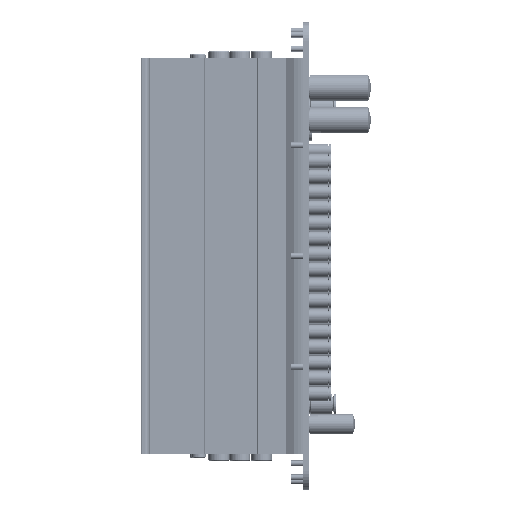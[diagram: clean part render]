
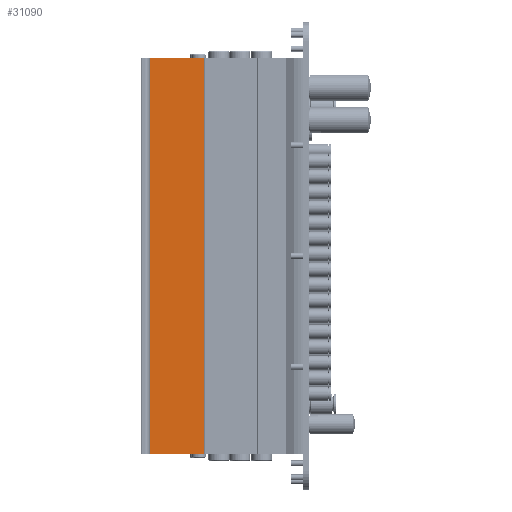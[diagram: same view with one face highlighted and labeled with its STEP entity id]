
A CAD part, front view. The second image highlights one B-rep face of the part: STEP entity #31090.
In plain terms, the highlighted planar face has unit normal (0, -1, 0).
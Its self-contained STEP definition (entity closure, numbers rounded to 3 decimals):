
#5844=FACE_OUTER_BOUND('',#8449,.T.);
#8449=EDGE_LOOP('',(#23778,#23779,#23780,#23781));
#10925=LINE('',#50025,#12809);
#10926=LINE('',#50029,#12810);
#10927=LINE('',#50031,#12811);
#10928=LINE('',#50032,#12812);
#12809=VECTOR('',#39902,10.);
#12810=VECTOR('',#39907,10.);
#12811=VECTOR('',#39908,10.);
#12812=VECTOR('',#39909,10.);
#15191=VERTEX_POINT('',#50022);
#15192=VERTEX_POINT('',#50024);
#15193=VERTEX_POINT('',#50028);
#15194=VERTEX_POINT('',#50030);
#18520=EDGE_CURVE('',#15192,#15191,#10925,.T.);
#18522=EDGE_CURVE('',#15191,#15193,#10926,.T.);
#18523=EDGE_CURVE('',#15194,#15193,#10927,.T.);
#18524=EDGE_CURVE('',#15194,#15192,#10928,.T.);
#23778=ORIENTED_EDGE('',*,*,#18522,.T.);
#23779=ORIENTED_EDGE('',*,*,#18523,.F.);
#23780=ORIENTED_EDGE('',*,*,#18524,.T.);
#23781=ORIENTED_EDGE('',*,*,#18520,.T.);
#29694=PLANE('',#33927);
#31090=ADVANCED_FACE('',(#5844),#29694,.T.);
#33927=AXIS2_PLACEMENT_3D('',#50027,#39905,#39906);
#39902=DIRECTION('',(0.,0.,1.));
#39905=DIRECTION('center_axis',(0.,-1.,0.));
#39906=DIRECTION('ref_axis',(0.,0.,-1.));
#39907=DIRECTION('',(-1.,0.,0.));
#39908=DIRECTION('',(0.,0.,1.));
#39909=DIRECTION('',(1.,0.,0.));
#50022=CARTESIAN_POINT('',(105.5,-23.,268.));
#50024=CARTESIAN_POINT('',(105.5,-23.,0.));
#50025=CARTESIAN_POINT('',(105.5,-23.,0.));
#50027=CARTESIAN_POINT('Origin',(105.5,-23.,0.));
#50028=CARTESIAN_POINT('',(69.,-23.,268.));
#50029=CARTESIAN_POINT('',(69.,-23.,268.));
#50030=CARTESIAN_POINT('',(69.,-23.,0.));
#50031=CARTESIAN_POINT('',(69.,-23.,0.));
#50032=CARTESIAN_POINT('',(69.,-23.,0.));
